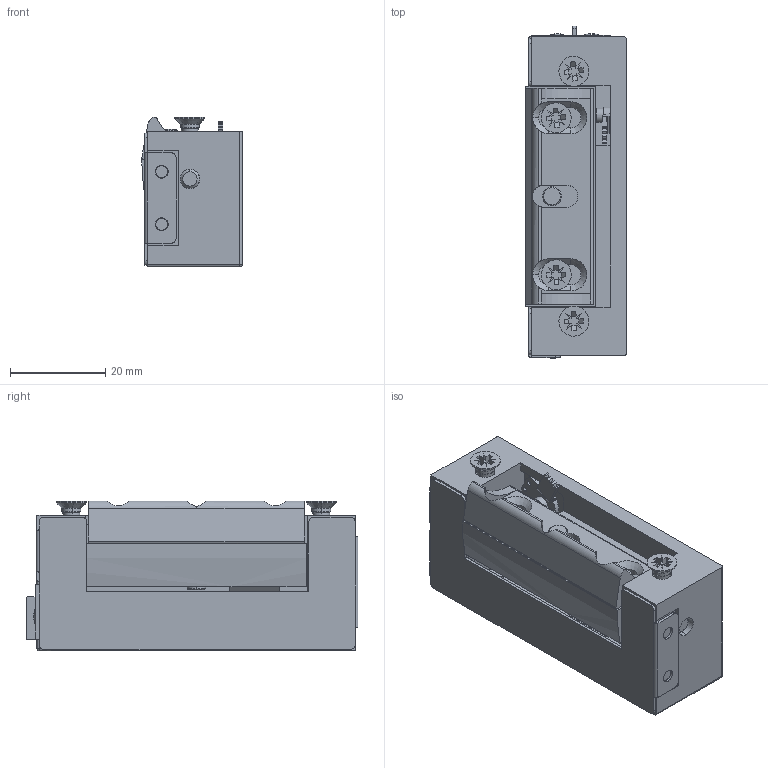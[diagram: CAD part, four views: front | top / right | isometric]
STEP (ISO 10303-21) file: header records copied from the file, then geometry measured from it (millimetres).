
FILE_DESCRIPTION (( 'STEP AP214' ), '1' );
FILE_NAME ('SE2O.STEP', '2021-07-30T13:18:42', ( '' ), ( '' ), 'SwSTEP 2.0', 'SolidWorks 2020', '' );
FILE_SCHEMA (( 'AUTOMOTIVE_DESIGN' ));
Length unit declared in the file: millimetre
Products named in the file (11): ISO 7045 - M3 x 4 - Z --- 4S_ISO 7045 - M3 x 4 - Z --- 4S; MP0856-OPEM; MP0852-CONTACT STATIONNAIRE; DIN7500M-M4x6 MODIF; SE2O; MP0854-LATCH SUPPORT_m‚moire stationnaire; MP0851-CASING; MP0853-COVER; MP0855-LATCH_m‚moire stationnaire; PP0303-BORNIER; MP0849-AXIS
Assembly tree (14 placements, depth 2):
  SE2O
    MP0851-CASING
    MP0849-AXIS
    MP0853-COVER
    PP0303-BORNIER
    MP0854-LATCH SUPPORT_m‚moire stationnaire
    MP0855-LATCH_m‚moire stationnaire
    DIN7500M-M4x6 MODIF  x4
    ISO 7045 - M3 x 4 - Z --- 4S_ISO 7045 - M3 x 4 - Z --- 4S  x2
    MP0852-CONTACT STATIONNAIRE
    MP0856-OPEM
Bounding box: 21.1 x 69.74 x 31.51 mm (x, y, z)
Volume: 24805.7 mm3; surface area: 20288.9 mm2
Topology: 14 solids, 14 shells, 639 faces, 1616 edges, 1006 vertices
Faces by surface type: plane 330, cylinder 160, cone 134, torus 8, sphere 7
Entity records: 13521 total; most frequent: CARTESIAN_POINT 2372, DIRECTION 2270, ORIENTED_EDGE 2130, EDGE_CURVE 1065, AXIS2_PLACEMENT_3D 798, LINE 674, VECTOR 674, VERTEX_POINT 666
